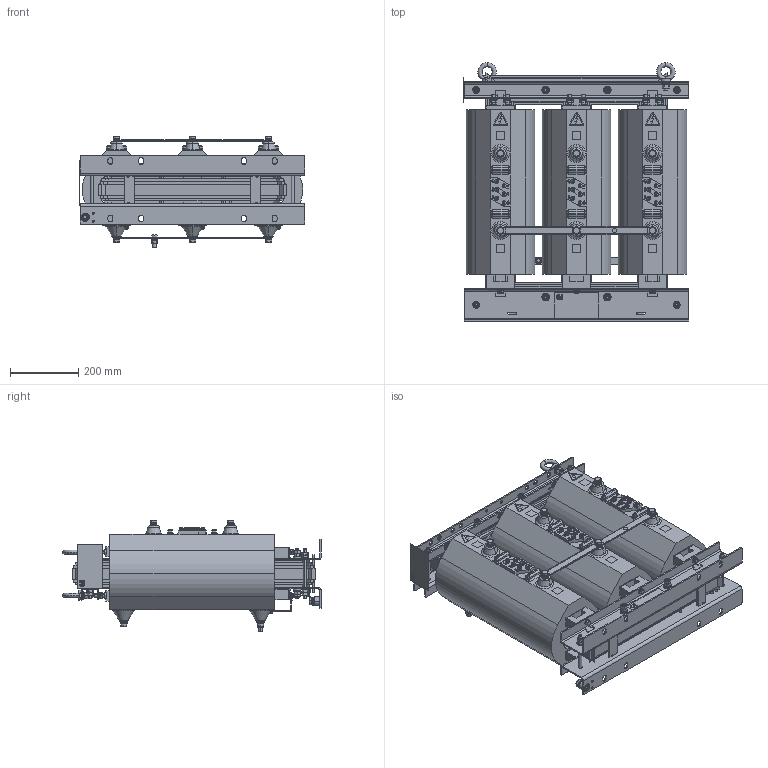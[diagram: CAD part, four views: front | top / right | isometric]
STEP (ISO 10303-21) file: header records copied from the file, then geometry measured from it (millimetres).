
FILE_DESCRIPTION (( 'STEP AP214' ), '1' );
FILE_NAME ('ﾒﾋﾑ-25 Y.Y SIL.STEP', '2022-11-08T07:52:25', ( '' ), ( '' ), 'SwSTEP 2.0', 'SolidWorks 2010', '' );
FILE_SCHEMA (( 'AUTOMOTIVE_DESIGN' ));
Length unit declared in the file: millimetre
Products named in the file (1): ﾒﾋﾑ-25 Y.Y SIL
Bounding box: 658.85 x 755.53 x 322.9 mm (x, y, z)
Surface area: 5072104.5 mm2 (no closed solid volume)
Topology: 0 solids, 404 shells, 2537 faces, 8341 edges, 6072 vertices
Faces by surface type: plane 1355, cylinder 672, cone 313, torus 106, sphere 66, bspline 25
Entity records: 126955 total; most frequent: CARTESIAN_POINT 26654, DIRECTION 15563, ORIENTED_EDGE 12765, EDGE_CURVE 8317, VERTEX_POINT 6072, AXIS2_PLACEMENT_3D 5733, VECTOR 4097, LINE 4097
